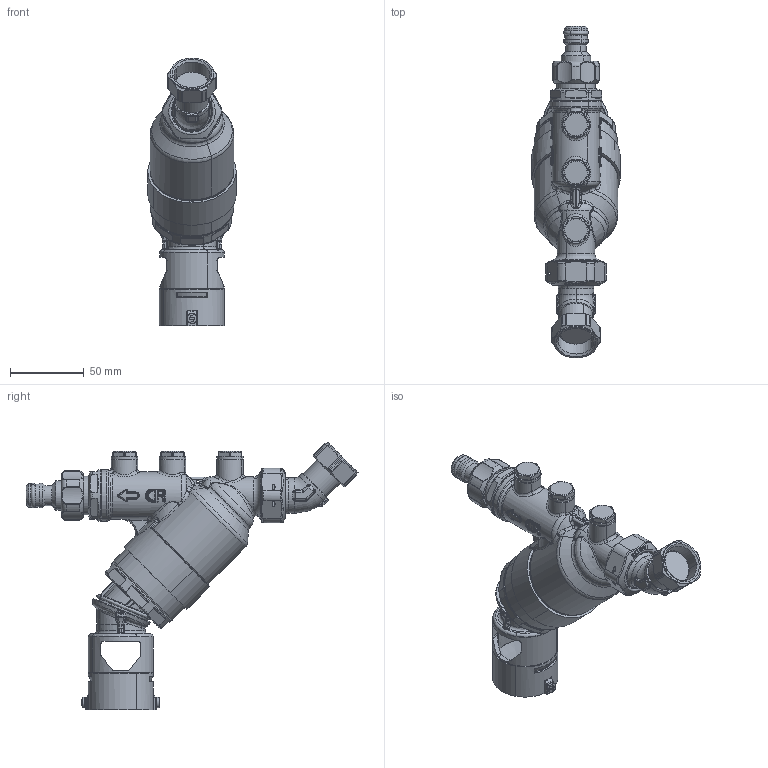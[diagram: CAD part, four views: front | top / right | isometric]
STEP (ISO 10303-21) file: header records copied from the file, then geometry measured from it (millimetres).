
FILE_DESCRIPTION(('CATIA V5 STEP Exchange'),'2;1');
FILE_NAME('XXXXXX (STP).stp','2016-04-13T15:28:08+00:00',('none'),('none'),'CATIA Version 5-6 Release 2014 SP5','CATIA V5 STEP AP203','none');
FILE_SCHEMA(('CONFIG_CONTROL_DESIGN'));
Length unit declared in the file: millimetre
Products named in the file (1): 580150 - TST
Bounding box: 59.99 x 225.05 x 181.52 mm (x, y, z)
Volume: 411349.6 mm3; surface area: 82496.8 mm2
Topology: 2 solids, 13 shells, 2052 faces, 5048 edges, 2992 vertices
Faces by surface type: bspline 592, cylinder 589, plane 444, cone 205, torus 170, sphere 48, revolution 4
Entity records: 95718 total; most frequent: CARTESIAN_POINT 57118, ORIENTED_EDGE 9938, EDGE_CURVE 4969, DIRECTION 4374, VERTEX_POINT 2992, B_SPLINE_CURVE_WITH_KNOTS 2529, AXIS2_PLACEMENT_3D 2156, EDGE_LOOP 2131
